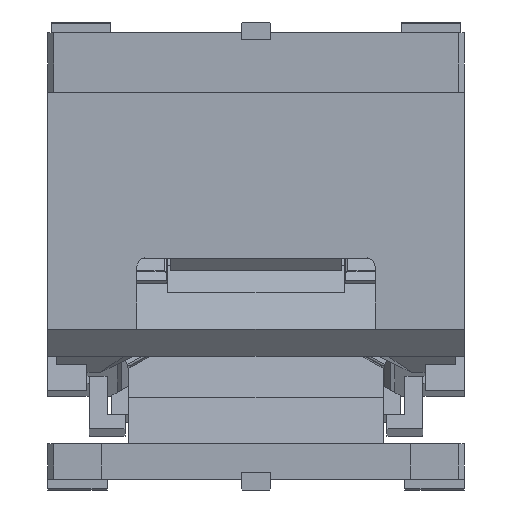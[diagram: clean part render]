
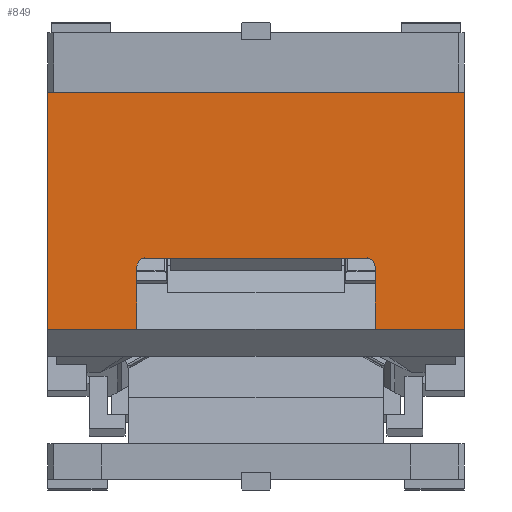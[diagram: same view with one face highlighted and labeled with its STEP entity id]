
A CAD part, left-side view. The second image highlights one B-rep face of the part: STEP entity #849.
In plain terms, the highlighted planar face has unit normal (-1, 0, 0).
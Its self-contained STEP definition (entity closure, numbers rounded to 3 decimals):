
#301=CARTESIAN_POINT('Vertex',(45.,-175.,-50.)) ;
#304=CARTESIAN_POINT('Line Origine',(45.,-175.,-149.5)) ;
#308=CARTESIAN_POINT('Vertex',(45.,-175.,-249.)) ;
#719=CARTESIAN_POINT('Vertex',(45.,-100.,-249.)) ;
#743=CARTESIAN_POINT('Line Origine',(45.,-137.5,-249.)) ;
#757=CARTESIAN_POINT('Axis2P3D Location',(45.,175.,-55.)) ;
#762=CARTESIAN_POINT('Line Origine',(45.,175.,-149.5)) ;
#766=CARTESIAN_POINT('Vertex',(45.,175.,-50.)) ;
#768=CARTESIAN_POINT('Vertex',(45.,175.,-249.)) ;
#771=CARTESIAN_POINT('Line Origine',(45.,137.5,-249.)) ;
#775=CARTESIAN_POINT('Vertex',(45.,100.,-249.)) ;
#778=CARTESIAN_POINT('Line Origine',(45.,100.,-223.159)) ;
#782=CARTESIAN_POINT('Vertex',(45.,100.,-197.319)) ;
#786=CARTESIAN_POINT('Control Point',(45.,100.,-197.319)) ;
#787=CARTESIAN_POINT('Control Point',(45.,100.,-196.455)) ;
#788=CARTESIAN_POINT('Control Point',(45.,99.909,-195.565)) ;
#789=CARTESIAN_POINT('Control Point',(45.,99.715,-194.671)) ;
#790=CARTESIAN_POINT('Control Point',(45.,99.148,-193.046)) ;
#791=CARTESIAN_POINT('Control Point',(45.,98.212,-191.639)) ;
#792=CARTESIAN_POINT('Control Point',(45.,97.697,-191.053)) ;
#793=CARTESIAN_POINT('Control Point',(45.,96.669,-190.192)) ;
#794=CARTESIAN_POINT('Control Point',(45.,95.518,-189.694)) ;
#795=CARTESIAN_POINT('Control Point',(45.,95.005,-189.553)) ;
#796=CARTESIAN_POINT('Control Point',(45.,94.496,-189.486)) ;
#797=CARTESIAN_POINT('Control Point',(45.,94.,-189.486)) ;
#798=CARTESIAN_POINT('Vertex',(45.,94.,-189.486)) ;
#801=CARTESIAN_POINT('Line Origine',(45.,0.,-189.486)) ;
#805=CARTESIAN_POINT('Vertex',(45.,-94.,-189.486)) ;
#809=CARTESIAN_POINT('Control Point',(45.,-94.,-189.486)) ;
#810=CARTESIAN_POINT('Control Point',(45.,-94.505,-189.486)) ;
#811=CARTESIAN_POINT('Control Point',(45.,-95.026,-189.556)) ;
#812=CARTESIAN_POINT('Control Point',(45.,-95.548,-189.703)) ;
#813=CARTESIAN_POINT('Control Point',(45.,-96.596,-190.166)) ;
#814=CARTESIAN_POINT('Control Point',(45.,-97.537,-190.927)) ;
#815=CARTESIAN_POINT('Control Point',(45.,-97.977,-191.387)) ;
#816=CARTESIAN_POINT('Control Point',(45.,-98.895,-192.597)) ;
#817=CARTESIAN_POINT('Control Point',(45.,-99.516,-194.031)) ;
#818=CARTESIAN_POINT('Control Point',(45.,-99.768,-194.896)) ;
#819=CARTESIAN_POINT('Control Point',(45.,-99.943,-195.912)) ;
#820=CARTESIAN_POINT('Control Point',(45.,-99.993,-196.907)) ;
#821=CARTESIAN_POINT('Control Point',(45.,-99.998,-197.045)) ;
#822=CARTESIAN_POINT('Control Point',(45.,-100.,-197.182)) ;
#823=CARTESIAN_POINT('Control Point',(45.,-100.,-197.319)) ;
#824=CARTESIAN_POINT('Vertex',(45.,-100.,-197.319)) ;
#827=CARTESIAN_POINT('Line Origine',(45.,-100.,-223.159)) ;
#832=CARTESIAN_POINT('Line Origine',(45.,0.,-50.)) ;
#305=DIRECTION('Vector Direction',(0.,0.,-1.)) ;
#744=DIRECTION('Vector Direction',(0.,1.,0.)) ;
#758=DIRECTION('Axis2P3D Direction',(1.,0.,0.)) ;
#759=DIRECTION('Axis2P3D XDirection',(0.,0.,-1.)) ;
#763=DIRECTION('Vector Direction',(0.,0.,-1.)) ;
#772=DIRECTION('Vector Direction',(0.,1.,0.)) ;
#779=DIRECTION('Vector Direction',(0.,0.,1.)) ;
#802=DIRECTION('Vector Direction',(0.,-1.,0.)) ;
#828=DIRECTION('Vector Direction',(0.,0.,-1.)) ;
#833=DIRECTION('Vector Direction',(0.,1.,0.)) ;
#760=AXIS2_PLACEMENT_3D('Plane Axis2P3D',#757,#758,#759) ;
#838=ORIENTED_EDGE('',*,*,#770,.T.) ;
#839=ORIENTED_EDGE('',*,*,#777,.F.) ;
#840=ORIENTED_EDGE('',*,*,#784,.T.) ;
#841=ORIENTED_EDGE('',*,*,#800,.T.) ;
#842=ORIENTED_EDGE('',*,*,#807,.T.) ;
#843=ORIENTED_EDGE('',*,*,#826,.T.) ;
#844=ORIENTED_EDGE('',*,*,#831,.T.) ;
#845=ORIENTED_EDGE('',*,*,#747,.F.) ;
#846=ORIENTED_EDGE('',*,*,#310,.F.) ;
#847=ORIENTED_EDGE('',*,*,#836,.T.) ;
#306=VECTOR('Line Direction',#305,1.) ;
#745=VECTOR('Line Direction',#744,1.) ;
#764=VECTOR('Line Direction',#763,1.) ;
#773=VECTOR('Line Direction',#772,1.) ;
#780=VECTOR('Line Direction',#779,1.) ;
#803=VECTOR('Line Direction',#802,1.) ;
#829=VECTOR('Line Direction',#828,1.) ;
#834=VECTOR('Line Direction',#833,1.) ;
#849=ADVANCED_FACE('CAM HOLDER',(#848),#761,.F.) ;
#785=B_SPLINE_CURVE_WITH_KNOTS('',5,(#786,#787,#788,#789,#790,#791,#792,#793,#794,#795,#796,#797),.UNSPECIFIED.,.F.,.U.,(6,3,3,6),(0.,6.418,12.045,16.382),.UNSPECIFIED.) ;
#808=B_SPLINE_CURVE_WITH_KNOTS('',5,(#809,#810,#811,#812,#813,#814,#815,#816,#817,#818,#819,#820,#821,#822,#823),.UNSPECIFIED.,.F.,.U.,(6,3,3,3,6),(0.,4.423,9.072,15.368,16.382),.UNSPECIFIED.) ;
#310=EDGE_CURVE('',#302,#309,#307,.T.) ;
#747=EDGE_CURVE('',#309,#720,#746,.T.) ;
#770=EDGE_CURVE('',#767,#769,#765,.T.) ;
#777=EDGE_CURVE('',#776,#769,#774,.T.) ;
#784=EDGE_CURVE('',#776,#783,#781,.T.) ;
#800=EDGE_CURVE('',#783,#799,#785,.T.) ;
#807=EDGE_CURVE('',#799,#806,#804,.T.) ;
#826=EDGE_CURVE('',#806,#825,#808,.T.) ;
#831=EDGE_CURVE('',#825,#720,#830,.T.) ;
#836=EDGE_CURVE('',#302,#767,#835,.T.) ;
#837=EDGE_LOOP('',(#838,#839,#840,#841,#842,#843,#844,#845,#846,#847)) ;
#848=FACE_OUTER_BOUND('',#837,.T.) ;
#307=LINE('Line',#304,#306) ;
#746=LINE('Line',#743,#745) ;
#765=LINE('Line',#762,#764) ;
#774=LINE('Line',#771,#773) ;
#781=LINE('Line',#778,#780) ;
#804=LINE('Line',#801,#803) ;
#830=LINE('Line',#827,#829) ;
#835=LINE('Line',#832,#834) ;
#761=PLANE('Plane',#760) ;
#302=VERTEX_POINT('',#301) ;
#309=VERTEX_POINT('',#308) ;
#720=VERTEX_POINT('',#719) ;
#767=VERTEX_POINT('',#766) ;
#769=VERTEX_POINT('',#768) ;
#776=VERTEX_POINT('',#775) ;
#783=VERTEX_POINT('',#782) ;
#799=VERTEX_POINT('',#798) ;
#806=VERTEX_POINT('',#805) ;
#825=VERTEX_POINT('',#824) ;
